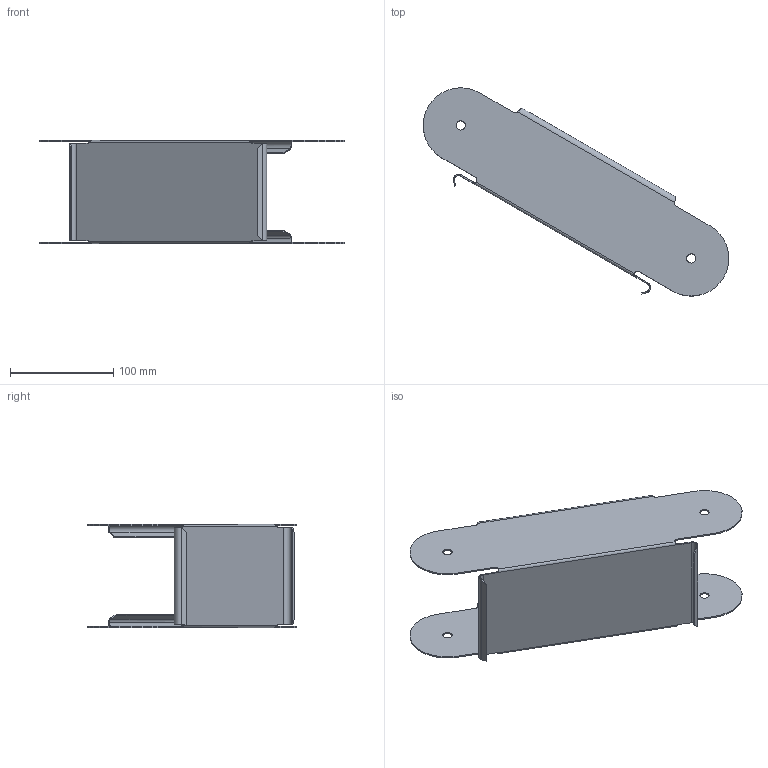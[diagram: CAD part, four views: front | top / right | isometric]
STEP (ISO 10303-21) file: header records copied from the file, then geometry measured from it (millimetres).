
FILE_DESCRIPTION((''),'2;1');
FILE_NAME('7080107_ASM','2013-12-16T',('AndreasKeweloh'),(''),'PRO/ENGINEER BY PARAMETRIC TECHNOLOGY CORPORATION, 2012360','PRO/ENGINEER BY PARAMETRIC TECHNOLOGY CORPORATION, 2012360','');
FILE_SCHEMA(('CONFIG_CONTROL_DESIGN'));
Length unit declared in the file: millimetre
Products named in the file (2): 7080107_VERT_GELENKBOGEN_E; 7080107_ASM
Assembly tree (1 placements, depth 2):
  7080107_ASM
    7080107_VERT_GELENKBOGEN_E
Bounding box: 296.43 x 202 x 100 mm (x, y, z)
Volume: 96809.7 mm3; surface area: 156922.6 mm2
Topology: 1 solids, 1 shells, 88 faces, 222 edges, 136 vertices
Faces by surface type: plane 39, cylinder 38, bspline 11
Entity records: 3425 total; most frequent: CARTESIAN_POINT 1270, ORIENTED_EDGE 444, DIRECTION 421, EDGE_CURVE 222, AXIS2_PLACEMENT_3D 142, VECTOR 137, LINE 137, VERTEX_POINT 136
